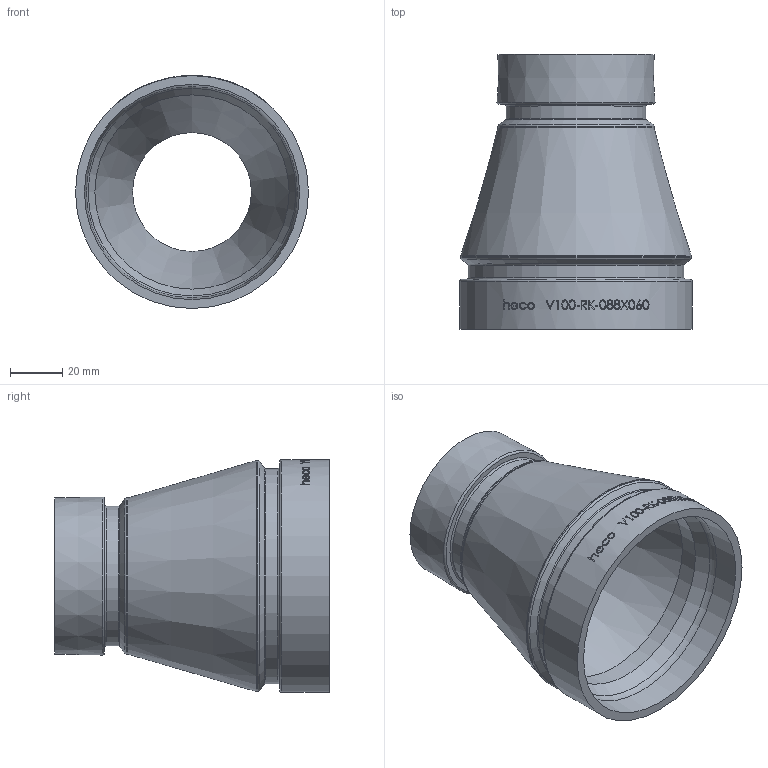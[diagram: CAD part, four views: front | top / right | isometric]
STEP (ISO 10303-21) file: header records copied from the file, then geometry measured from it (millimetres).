
FILE_DESCRIPTION (( 'STEP AP214' ), '1' );
FILE_NAME ('V100-RK-088X060-x Typ E495 DN80x50 300x200 Ø88,9x60,3 1812.STEP', '2018-12-18T08:48:00', ( '' ), ( '' ), 'SwSTEP 2.0', 'SolidWorks 2016', '' );
FILE_SCHEMA (( 'AUTOMOTIVE_DESIGN' ));
Length unit declared in the file: inch
Products named in the file (1): V100-RK-088X060-x Typ E495 DN80x50 300x200 Ø88,9x60,3 1812
Bounding box: 88.87 x 104.9 x 88.9 mm (x, y, z)
Volume: 135622.4 mm3; surface area: 48737.7 mm2
Topology: 1 solids, 1 shells, 262 faces, 663 edges, 437 vertices
Faces by surface type: bspline 128, plane 75, cylinder 39, torus 11, cone 9
Full cylindrical faces by diameter (mm): 45.364 x1, 53.34 x1, 59.563 x1, 74.143 x1, 82.118 x1, 88.138 x1, 88.873 x1
Entity records: 17176 total; most frequent: CARTESIAN_POINT 9051, ORIENTED_EDGE 1256, DIRECTION 677, EDGE_CURVE 628, VERTEX_POINT 429, EDGE_LOOP 325, B_SPLINE_CURVE_WITH_KNOTS 308, FACE_OUTER_BOUND 280
